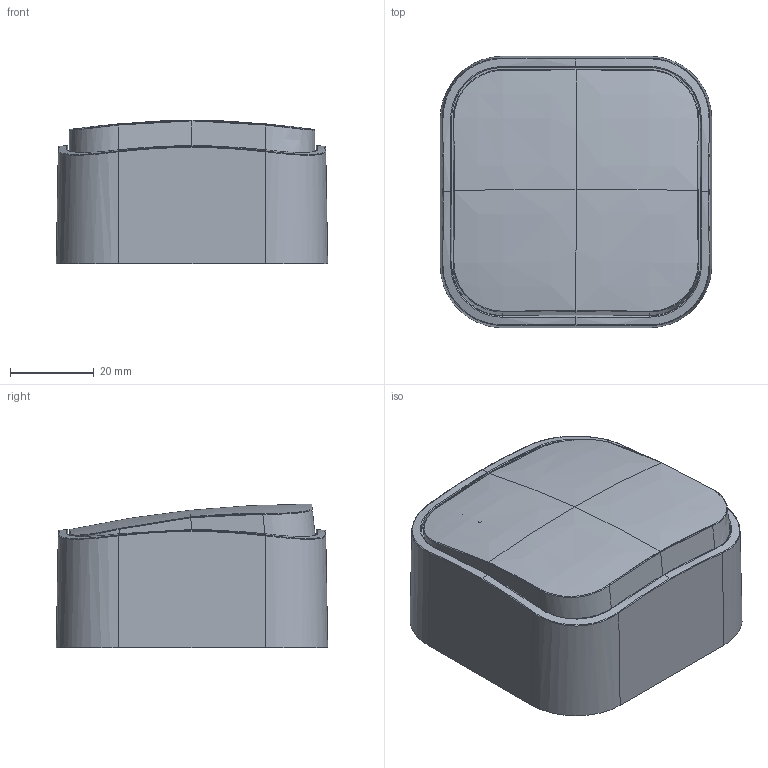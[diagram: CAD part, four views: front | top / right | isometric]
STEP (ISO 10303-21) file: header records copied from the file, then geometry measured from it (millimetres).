
FILE_DESCRIPTION (( 'STEP AP214' ), '1' );
FILE_NAME ('782200.STEP', '2025-06-17T08:12:27', ( '' ), ( '' ), 'SwSTEP 2.0', 'SolidWorks 2022', '' );
FILE_SCHEMA (( 'AUTOMOTIVE_DESIGN' ));
Length unit declared in the file: millimetre
Products named in the file (1): 782200
Bounding box: 64.8 x 64.8 x 34.31 mm (x, y, z)
Surface area: 15833 mm2 (no closed solid volume)
Topology: 0 solids, 17 shells, 407 faces, 1175 edges, 798 vertices
Faces by surface type: plane 301, bspline 81, cylinder 17, cone 8
Entity records: 23440 total; most frequent: CARTESIAN_POINT 15283, ORIENTED_EDGE 2256, EDGE_CURVE 1175, B_SPLINE_CURVE_WITH_KNOTS 1154, VERTEX_POINT 798, DIRECTION 666, EDGE_LOOP 413, ADVANCED_FACE 407
